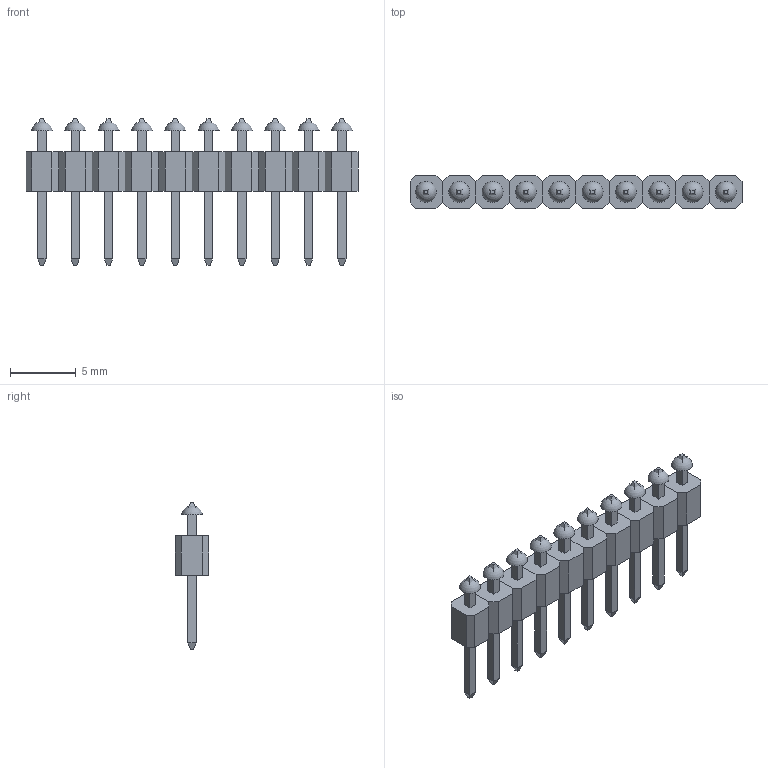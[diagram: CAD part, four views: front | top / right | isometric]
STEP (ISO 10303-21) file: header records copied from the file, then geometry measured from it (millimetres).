
FILE_DESCRIPTION(/* description */ (''),/* implementation_level */ '2;1');
FILE_NAME(/* name */ 'Male Header v4.step',/* time_stamp */ '2022-01-10T23:55:16+03:00',/* author */ (''),/* organization */ (''),/* preprocessor_version */ 'ST-DEVELOPER v19.2',/* originating_system */ 'Autodesk Translation Framework v12.6.0.85',/* authorisation */ '');
FILE_SCHEMA (('AUTOMOTIVE_DESIGN { 1 0 10303 214 3 1 1 }'));
Length unit declared in the file: millimetre
Products named in the file (1): Male Header
Bounding box: 25.3 x 2.54 x 11.2 mm (x, y, z)
Volume: 218 mm3; surface area: 790.8 mm2
Topology: 30 solids, 30 shells, 300 faces, 670 edges, 420 vertices
Faces by surface type: plane 290, sphere 10
Entity records: 8048 total; most frequent: CARTESIAN_POINT 1381, ORIENTED_EDGE 1320, DIRECTION 1282, EDGE_CURVE 660, LINE 640, VECTOR 640, VERTEX_POINT 420, AXIS2_PLACEMENT_3D 321
